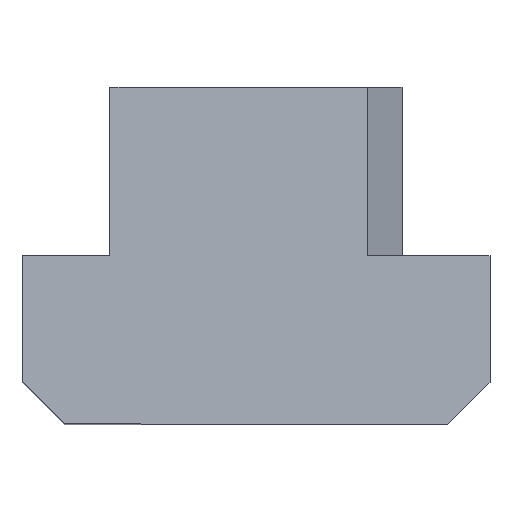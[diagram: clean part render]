
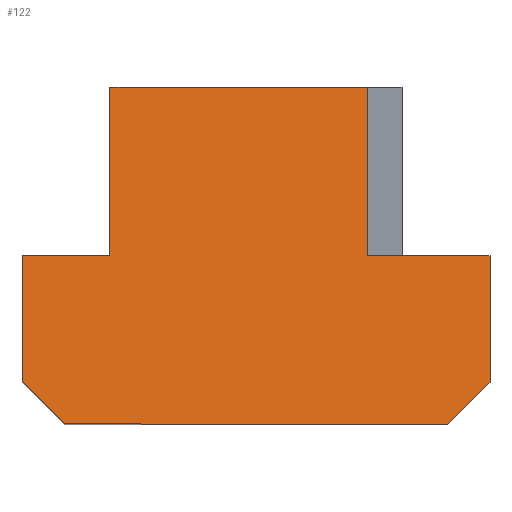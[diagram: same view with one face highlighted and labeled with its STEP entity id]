
A CAD part, top view. The second image highlights one B-rep face of the part: STEP entity #122.
In plain terms, the highlighted planar face has unit normal (0.574, 0, 0.819).
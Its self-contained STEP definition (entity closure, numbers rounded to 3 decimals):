
#104=VERTEX_POINT('',#270);
#106=EDGE_CURVE('',#116,#182,#272,.T.);
#116=VERTEX_POINT('',#283);
#118=EDGE_CURVE('',#194,#126,#285,.T.);
#120=VERTEX_POINT('',#287);
#122=ADVANCED_FACE('',(#289),#290,.F.);
#126=VERTEX_POINT('',#294);
#146=EDGE_CURVE('',#104,#196,#315,.T.);
#156=EDGE_CURVE('',#160,#104,#326,.T.);
#160=VERTEX_POINT('',#330);
#176=EDGE_CURVE('',#126,#120,#349,.T.);
#182=VERTEX_POINT('',#355);
#188=EDGE_CURVE('',#116,#120,#362,.T.);
#194=VERTEX_POINT('',#369);
#196=VERTEX_POINT('',#371);
#198=VERTEX_POINT('',#373);
#214=EDGE_CURVE('',#182,#198,#390,.T.);
#222=EDGE_CURVE('',#198,#236,#399,.T.);
#228=EDGE_CURVE('',#236,#160,#405,.T.);
#236=VERTEX_POINT('',#414);
#244=EDGE_CURVE('',#196,#194,#423,.T.);
#270=CARTESIAN_POINT('',(-12.5,-6.75,18.275));
#272=LINE('',#446,#447);
#283=CARTESIAN_POINT('',(5.954,0.0,5.353));
#285=LINE('',#465,#466);
#287=CARTESIAN_POINT('',(5.954,9.0,5.353));
#289=FACE_OUTER_BOUND('',#470,.T.);
#290=PLANE('',#471);
#294=CARTESIAN_POINT('',(-7.8,9.0,14.984));
#315=LINE('',#507,#508);
#326=LINE('',#524,#525);
#330=CARTESIAN_POINT('',(-10.25,-9.0,16.699));
#349=LINE('',#555,#556);
#355=CARTESIAN_POINT('',(12.5,0.0,0.769));
#362=LINE('',#572,#573);
#369=CARTESIAN_POINT('',(-7.8,0.,14.984));
#371=CARTESIAN_POINT('',(-12.5,0.,18.275));
#373=CARTESIAN_POINT('',(12.5,-6.75,0.769));
#390=LINE('',#614,#615);
#399=LINE('',#629,#630);
#405=LINE('',#637,#638);
#414=CARTESIAN_POINT('',(10.25,-9.0,2.345));
#423=LINE('',#663,#664);
#446=CARTESIAN_POINT('',(0.934,0.,8.868));
#447=VECTOR('',#676,1.);
#465=CARTESIAN_POINT('',(-7.8,4.5,14.984));
#466=VECTOR('',#687,1.0);
#470=EDGE_LOOP('',(#689,#690,#691,#692,#693,#694,#695,#696,#697,#698));
#471=AXIS2_PLACEMENT_3D('',#699,#700,#701);
#507=CARTESIAN_POINT('',(-12.5,0.,18.275));
#508=VECTOR('',#717,1.0);
#524=CARTESIAN_POINT('',(-10.836,-8.414,17.109));
#525=VECTOR('',#728,1.0);
#555=CARTESIAN_POINT('',(-0.643,9.0,9.972));
#556=VECTOR('',#757,1.);
#572=CARTESIAN_POINT('',(5.954,5.0,5.353));
#573=VECTOR('',#767,1.0);
#614=CARTESIAN_POINT('',(12.5,-3.375,0.769));
#615=VECTOR('',#796,1.0);
#629=CARTESIAN_POINT('',(6.03,-13.22,5.3));
#630=VECTOR('',#808,1.0);
#637=CARTESIAN_POINT('',(-6.699,-9.0,14.213));
#638=VECTOR('',#809,1.);
#663=CARTESIAN_POINT('',(-5.877,0.,13.637));
#664=VECTOR('',#829,1.);
#676=DIRECTION('',(0.819,0.,-0.574));
#687=DIRECTION('',(0.,1.0,0.));
#689=ORIENTED_EDGE('',*,*,#106,.F.);
#690=ORIENTED_EDGE('',*,*,#188,.T.);
#691=ORIENTED_EDGE('',*,*,#176,.F.);
#692=ORIENTED_EDGE('',*,*,#118,.F.);
#693=ORIENTED_EDGE('',*,*,#244,.F.);
#694=ORIENTED_EDGE('',*,*,#146,.F.);
#695=ORIENTED_EDGE('',*,*,#156,.F.);
#696=ORIENTED_EDGE('',*,*,#228,.F.);
#697=ORIENTED_EDGE('',*,*,#222,.F.);
#698=ORIENTED_EDGE('',*,*,#214,.F.);
#699=CARTESIAN_POINT('',(0.0,0.,9.522));
#700=DIRECTION('',(-0.574,0.,-0.819));
#701=DIRECTION('',(0.819,0.,-0.574));
#717=DIRECTION('',(0.0,1.0,0.));
#728=DIRECTION('',(-0.634,0.634,0.444));
#757=DIRECTION('',(0.819,0.,-0.574));
#767=DIRECTION('',(0.,1.0,0.));
#796=DIRECTION('',(0.0,-1.0,0.));
#808=DIRECTION('',(-0.634,-0.634,0.444));
#809=DIRECTION('',(-0.819,0.,0.574));
#829=DIRECTION('',(0.819,0.,-0.574));
